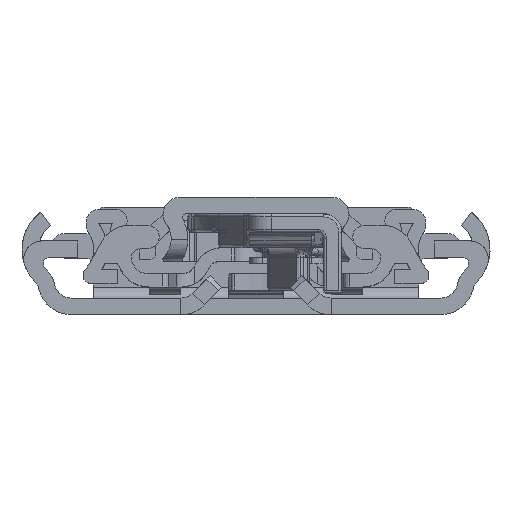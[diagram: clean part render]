
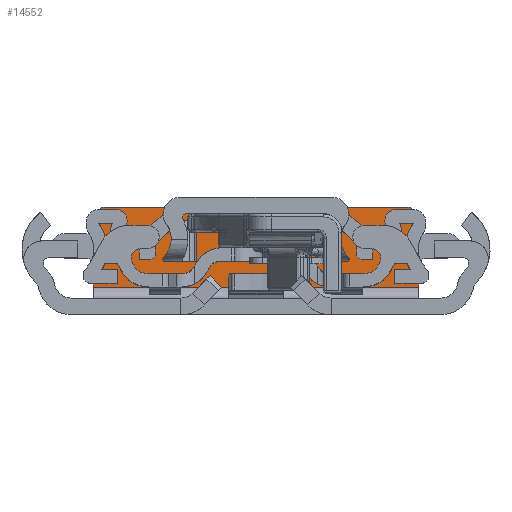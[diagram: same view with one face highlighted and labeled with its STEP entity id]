
A CAD part, front view. The second image highlights one B-rep face of the part: STEP entity #14552.
In plain terms, the highlighted planar face has unit normal (0, -1, 0).
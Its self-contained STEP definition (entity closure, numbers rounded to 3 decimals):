
#599=PLANE('',#15664);
#958=FACE_OUTER_BOUND('',#1831,.T.);
#1831=EDGE_LOOP('',(#9984,#9985,#9986,#9987,#9988,#9989));
#2811=LINE('',#22270,#3989);
#2814=LINE('',#22278,#3992);
#2815=LINE('',#22282,#3993);
#2816=LINE('',#22283,#3994);
#3989=VECTOR('',#17661,10.);
#3992=VECTOR('',#17670,10.);
#3993=VECTOR('',#17673,10.);
#3994=VECTOR('',#17674,10.);
#5133=CIRCLE('',#15660,2.);
#5136=CIRCLE('',#15665,2.);
#6075=VERTEX_POINT('',#22263);
#6076=VERTEX_POINT('',#22265);
#6077=VERTEX_POINT('',#22269);
#6079=VERTEX_POINT('',#22277);
#6080=VERTEX_POINT('',#22279);
#6081=VERTEX_POINT('',#22281);
#7569=EDGE_CURVE('',#6075,#6076,#5133,.T.);
#7571=EDGE_CURVE('',#6077,#6076,#2811,.T.);
#7576=EDGE_CURVE('',#6079,#6075,#2814,.T.);
#7577=EDGE_CURVE('',#6080,#6079,#5136,.T.);
#7578=EDGE_CURVE('',#6080,#6081,#2815,.T.);
#7579=EDGE_CURVE('',#6081,#6077,#2816,.T.);
#9984=ORIENTED_EDGE('',*,*,#7569,.F.);
#9985=ORIENTED_EDGE('',*,*,#7576,.F.);
#9986=ORIENTED_EDGE('',*,*,#7577,.F.);
#9987=ORIENTED_EDGE('',*,*,#7578,.T.);
#9988=ORIENTED_EDGE('',*,*,#7579,.T.);
#9989=ORIENTED_EDGE('',*,*,#7571,.T.);
#14552=ADVANCED_FACE('',(#958),#599,.T.);
#15660=AXIS2_PLACEMENT_3D('',#22266,#17656,#17657);
#15664=AXIS2_PLACEMENT_3D('',#22276,#17668,#17669);
#15665=AXIS2_PLACEMENT_3D('',#22280,#17671,#17672);
#17656=DIRECTION('center_axis',(0.,1.,0.));
#17657=DIRECTION('ref_axis',(0.707,0.,0.707));
#17661=DIRECTION('',(0.,0.,1.));
#17668=DIRECTION('center_axis',(0.,-1.,0.));
#17669=DIRECTION('ref_axis',(0.,0.,-1.));
#17670=DIRECTION('',(1.,0.,0.));
#17671=DIRECTION('center_axis',(0.,1.,0.));
#17672=DIRECTION('ref_axis',(-0.707,0.,0.707));
#17673=DIRECTION('',(0.,0.,-1.));
#17674=DIRECTION('',(1.,0.,0.));
#22263=CARTESIAN_POINT('',(24.5,1097.3,17.5));
#22265=CARTESIAN_POINT('',(26.5,1097.3,15.5));
#22266=CARTESIAN_POINT('Origin',(24.5,1097.3,15.5));
#22269=CARTESIAN_POINT('',(26.5,1097.3,4.5));
#22270=CARTESIAN_POINT('',(26.5,1097.3,17.5));
#22276=CARTESIAN_POINT('Origin',(0.,1097.3,4.5));
#22277=CARTESIAN_POINT('',(-24.5,1097.3,17.5));
#22278=CARTESIAN_POINT('',(0.,1097.3,17.5));
#22279=CARTESIAN_POINT('',(-26.5,1097.3,15.5));
#22280=CARTESIAN_POINT('Origin',(-24.5,1097.3,15.5));
#22281=CARTESIAN_POINT('',(-26.5,1097.3,4.5));
#22282=CARTESIAN_POINT('',(-26.5,1097.3,17.5));
#22283=CARTESIAN_POINT('',(0.,1097.3,4.5));
